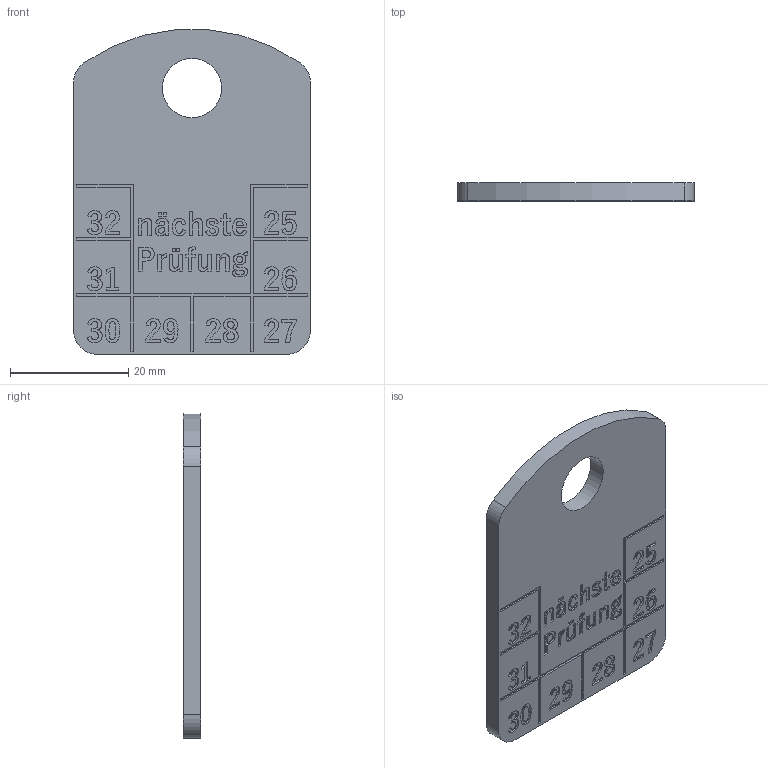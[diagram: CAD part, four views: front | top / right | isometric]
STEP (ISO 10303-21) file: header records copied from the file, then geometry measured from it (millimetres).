
FILE_DESCRIPTION(/* description */ (''),/* implementation_level */ '2;1');
FILE_NAME(/* name */ 'Zurrkettenanhnger - 55101500036538.stp',/* time_stamp */ '2024-08-09T12:16:35+02:00',/* author */ ('kornelius.weller'),/* organization */ (''),/* preprocessor_version */ 'ST-DEVELOPER v20',/* originating_system */ 'Autodesk Inventor 2024',/* authorisation */ '');
FILE_SCHEMA (('AUTOMOTIVE_DESIGN { 1 0 10303 214 3 1 1 }'));
Length unit declared in the file: millimetre
Products named in the file (1): 5001 - 005
Bounding box: 40 x 3 x 54.88 mm (x, y, z)
Volume: 5974.5 mm3; surface area: 5055.9 mm2
Topology: 1 solids, 1 shells, 1209 faces, 3357 edges, 2238 vertices
Faces by surface type: bspline 658, plane 545, cylinder 6
Full cylindrical faces by diameter (mm): 10 x1
Entity records: 39774 total; most frequent: CARTESIAN_POINT 13295, ORIENTED_EDGE 6714, EDGE_CURVE 3357, DIRECTION 3157, VERTEX_POINT 2238, LINE 2029, VECTOR 2029, B_SPLINE_CURVE_WITH_KNOTS 1316
